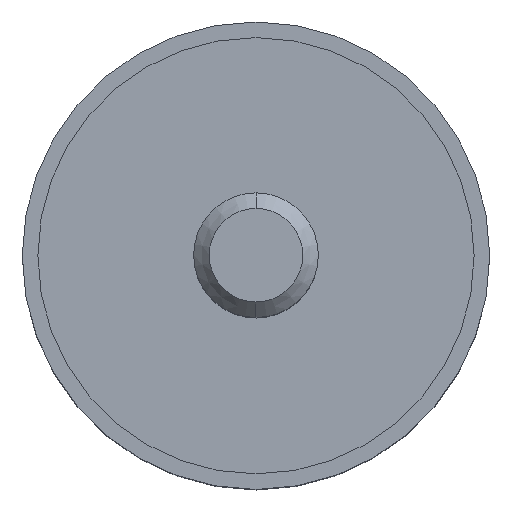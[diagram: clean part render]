
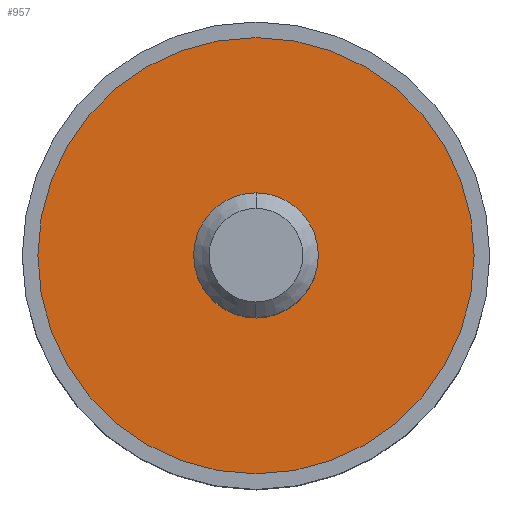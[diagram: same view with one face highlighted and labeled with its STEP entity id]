
A CAD part, top view. The second image highlights one B-rep face of the part: STEP entity #957.
In plain terms, the highlighted planar face has unit normal (0, 0, 1).
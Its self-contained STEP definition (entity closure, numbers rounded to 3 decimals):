
#767=CARTESIAN_POINT('',(0.,0.,20.));
#768=DIRECTION('',(0.,0.,1.));
#769=DIRECTION('',(0.,1.,0.));
#770=AXIS2_PLACEMENT_3D('',#767,#768,#769);
#776=CARTESIAN_POINT('',(0.,0.,20.));
#777=DIRECTION('',(0.,0.,-1.));
#778=DIRECTION('',(0.,1.,0.));
#779=AXIS2_PLACEMENT_3D('',#776,#777,#778);
#790=CARTESIAN_POINT('',(0.,0.,20.));
#791=DIRECTION('',(0.,0.,1.));
#792=DIRECTION('',(0.,1.,0.));
#793=AXIS2_PLACEMENT_3D('',#790,#791,#792);
#795=CARTESIAN_POINT('',(0.,0.,20.));
#796=DIRECTION('',(0.,0.,-1.));
#797=DIRECTION('',(0.,1.,0.));
#798=AXIS2_PLACEMENT_3D('',#795,#796,#797);
#847=CARTESIAN_POINT('',(0.,14.,20.));
#849=VERTEX_POINT('',#847);
#851=CARTESIAN_POINT('',(0.,-14.,20.));
#853=VERTEX_POINT('',#851);
#862=CARTESIAN_POINT('',(0.,4.,20.));
#863=CARTESIAN_POINT('',(0.,-4.,20.));
#864=VERTEX_POINT('',#862);
#865=VERTEX_POINT('',#863);
#942=CARTESIAN_POINT('',(0.,0.,20.));
#943=DIRECTION('',(0.,0.,1.));
#944=DIRECTION('',(0.,1.,0.));
#945=AXIS2_PLACEMENT_3D('',#942,#943,#944);
#946=PLANE('',#945);
#948=ORIENTED_EDGE('',*,*,#947,.F.);
#950=ORIENTED_EDGE('',*,*,#949,.T.);
#951=EDGE_LOOP('',(#948,#950));
#952=FACE_OUTER_BOUND('',#951,.F.);
#953=ORIENTED_EDGE('',*,*,#935,.F.);
#954=ORIENTED_EDGE('',*,*,#924,.T.);
#955=EDGE_LOOP('',(#953,#954));
#956=FACE_BOUND('',#955,.F.);
#957=ADVANCED_FACE('',(#952,#956),#946,.T.);
#771=CIRCLE('',#770,4.);
#780=CIRCLE('',#779,4.);
#794=CIRCLE('',#793,14.);
#799=CIRCLE('',#798,14.);
#924=EDGE_CURVE('',#864,#865,#771,.T.);
#935=EDGE_CURVE('',#864,#865,#780,.T.);
#947=EDGE_CURVE('',#849,#853,#794,.T.);
#949=EDGE_CURVE('',#849,#853,#799,.T.);
